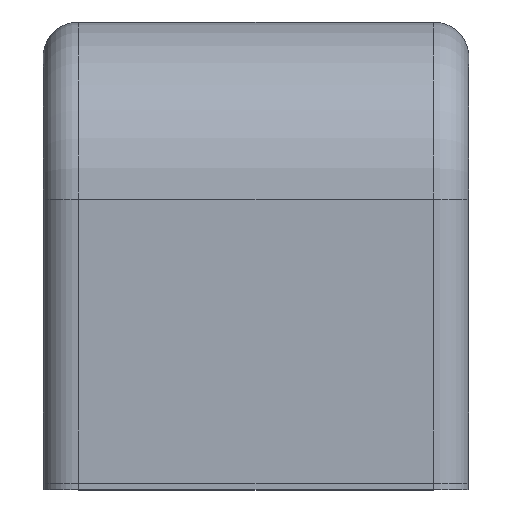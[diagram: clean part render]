
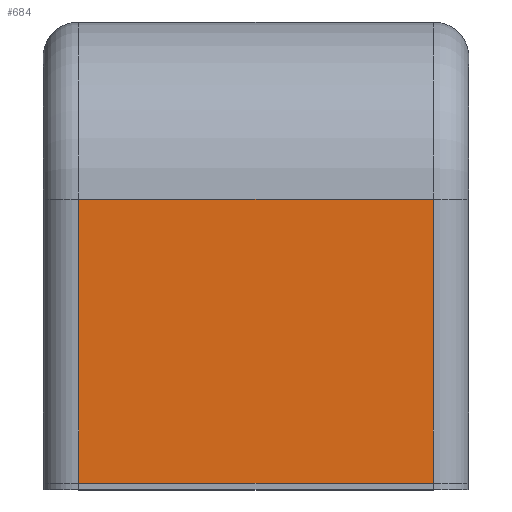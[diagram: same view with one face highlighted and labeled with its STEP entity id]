
A CAD part, top view. The second image highlights one B-rep face of the part: STEP entity #684.
In plain terms, the highlighted planar face has unit normal (0, 0, 1).
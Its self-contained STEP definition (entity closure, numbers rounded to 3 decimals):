
#34=PLANE('',#768);
#61=LINE('',#1369,#111);
#78=LINE('',#1435,#128);
#81=LINE('',#1452,#131);
#82=LINE('',#1453,#132);
#111=VECTOR('',#855,10.);
#128=VECTOR('',#924,10.);
#131=VECTOR('',#947,10.);
#132=VECTOR('',#948,10.);
#186=FACE_OUTER_BOUND('',#226,.T.);
#226=EDGE_LOOP('',(#599,#600,#601,#602));
#315=VERTEX_POINT('',#1366);
#316=VERTEX_POINT('',#1368);
#339=VERTEX_POINT('',#1433);
#343=VERTEX_POINT('',#1451);
#393=EDGE_CURVE('',#315,#316,#61,.T.);
#427=EDGE_CURVE('',#339,#315,#78,.T.);
#435=EDGE_CURVE('',#343,#339,#81,.T.);
#436=EDGE_CURVE('',#316,#343,#82,.T.);
#599=ORIENTED_EDGE('',*,*,#427,.F.);
#600=ORIENTED_EDGE('',*,*,#435,.F.);
#601=ORIENTED_EDGE('',*,*,#436,.F.);
#602=ORIENTED_EDGE('',*,*,#393,.F.);
#684=ADVANCED_FACE('',(#186),#34,.T.);
#768=AXIS2_PLACEMENT_3D('',#1450,#945,#946);
#855=DIRECTION('',(-1.,0.,0.));
#924=DIRECTION('',(0.,-1.,0.));
#945=DIRECTION('center_axis',(0.,0.,1.));
#946=DIRECTION('ref_axis',(1.,0.,0.));
#947=DIRECTION('',(1.,0.,0.));
#948=DIRECTION('',(0.,1.,0.));
#1366=CARTESIAN_POINT('',(5.,-1.,55.));
#1368=CARTESIAN_POINT('',(-5.,-1.,55.));
#1369=CARTESIAN_POINT('',(-6.,-1.,55.));
#1433=CARTESIAN_POINT('',(5.,7.,55.));
#1435=CARTESIAN_POINT('',(5.,0.,55.));
#1450=CARTESIAN_POINT('Origin',(-6.,0.,55.));
#1451=CARTESIAN_POINT('',(-5.,7.,55.));
#1452=CARTESIAN_POINT('',(-3.,7.,55.));
#1453=CARTESIAN_POINT('',(-5.,0.,55.));
